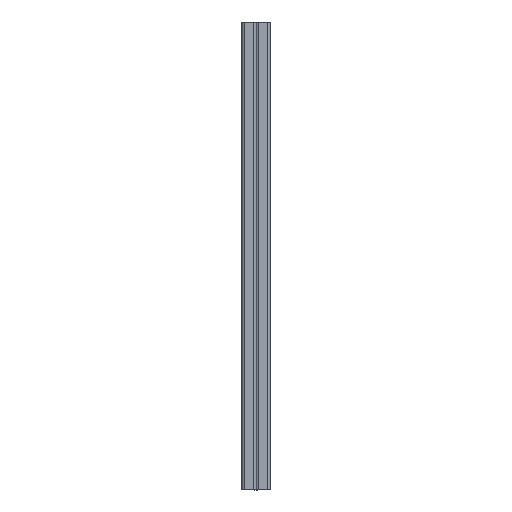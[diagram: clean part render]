
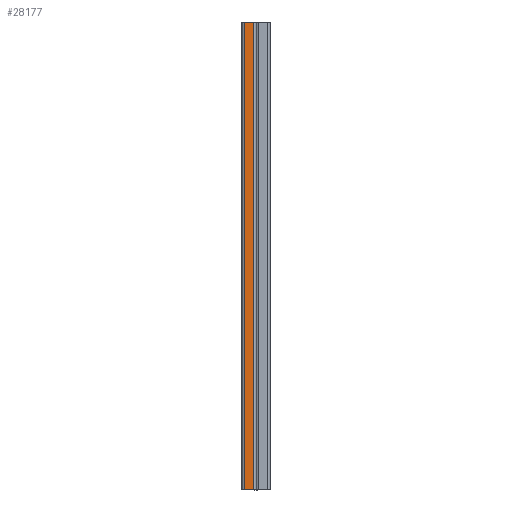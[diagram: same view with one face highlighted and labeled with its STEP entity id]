
A CAD part, left-side view. The second image highlights one B-rep face of the part: STEP entity #28177.
In plain terms, the highlighted planar face has unit normal (-1, 0, 0).
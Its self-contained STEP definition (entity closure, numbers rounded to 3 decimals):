
#224 = CARTESIAN_POINT ( 'NONE',  ( -20.5, 0., -700. ) ) ;
#592 = EDGE_LOOP ( 'NONE', ( #11741, #24710, #15920, #19763 ) ) ;
#2119 = FACE_OUTER_BOUND ( 'NONE', #592, .T. ) ;
#6045 = VECTOR ( 'NONE', #21325, 1000. ) ;
#6122 = VECTOR ( 'NONE', #11292, 1000. ) ;
#7138 = VERTEX_POINT ( 'NONE', #30107 ) ;
#11292 = DIRECTION ( 'NONE',  ( 0., 0., 1. ) ) ;
#11741 = ORIENTED_EDGE ( 'NONE', *, *, #13412, .T. ) ;
#12236 = EDGE_CURVE ( 'NONE', #14927, #7138, #14288, .T. ) ;
#12252 = PLANE ( 'NONE',  #29343 ) ;
#13412 = EDGE_CURVE ( 'NONE', #29882, #7138, #32425, .T. ) ;
#14288 = LINE ( 'NONE', #20296, #6122 ) ;
#14927 = VERTEX_POINT ( 'NONE', #17063 ) ;
#15361 = CARTESIAN_POINT ( 'NONE',  ( -20.5, 0., -350. ) ) ;
#15920 = ORIENTED_EDGE ( 'NONE', *, *, #38853, .F. ) ;
#17063 = CARTESIAN_POINT ( 'NONE',  ( -20.5, 17.25, -700. ) ) ;
#17655 = CARTESIAN_POINT ( 'NONE',  ( -20.5, 3.75, -700. ) ) ;
#19638 = VERTEX_POINT ( 'NONE', #17655 ) ;
#19763 = ORIENTED_EDGE ( 'NONE', *, *, #29825, .T. ) ;
#20296 = CARTESIAN_POINT ( 'NONE',  ( -20.5, 17.25, -350. ) ) ;
#21325 = DIRECTION ( 'NONE',  ( 0., 1., 0. ) ) ;
#22207 = VECTOR ( 'NONE', #27929, 1000. ) ;
#24483 = CARTESIAN_POINT ( 'NONE',  ( -20.5, 3.75, -350. ) ) ;
#24506 = DIRECTION ( 'NONE',  ( 0., 1., 0. ) ) ;
#24710 = ORIENTED_EDGE ( 'NONE', *, *, #12236, .F. ) ;
#27929 = DIRECTION ( 'NONE',  ( 0., 0., 1. ) ) ;
#28177 = ADVANCED_FACE ( 'NONE', ( #2119 ), #12252, .F. ) ;
#29343 = AXIS2_PLACEMENT_3D ( 'NONE', #15361, #37055, #36935 ) ;
#29825 = EDGE_CURVE ( 'NONE', #19638, #29882, #30323, .T. ) ;
#29882 = VERTEX_POINT ( 'NONE', #30885 ) ;
#30069 = VECTOR ( 'NONE', #24506, 1000. ) ;
#30107 = CARTESIAN_POINT ( 'NONE',  ( -20.5, 17.25, 0. ) ) ;
#30323 = LINE ( 'NONE', #24483, #22207 ) ;
#30885 = CARTESIAN_POINT ( 'NONE',  ( -20.5, 3.75, 0. ) ) ;
#32425 = LINE ( 'NONE', #36601, #6045 ) ;
#36601 = CARTESIAN_POINT ( 'NONE',  ( -20.5, 0., 0. ) ) ;
#36935 = DIRECTION ( 'NONE',  ( 0., 0., -1. ) ) ;
#37055 = DIRECTION ( 'NONE',  ( 1., 0., 0. ) ) ;
#38238 = LINE ( 'NONE', #224, #30069 ) ;
#38853 = EDGE_CURVE ( 'NONE', #19638, #14927, #38238, .T. ) ;
